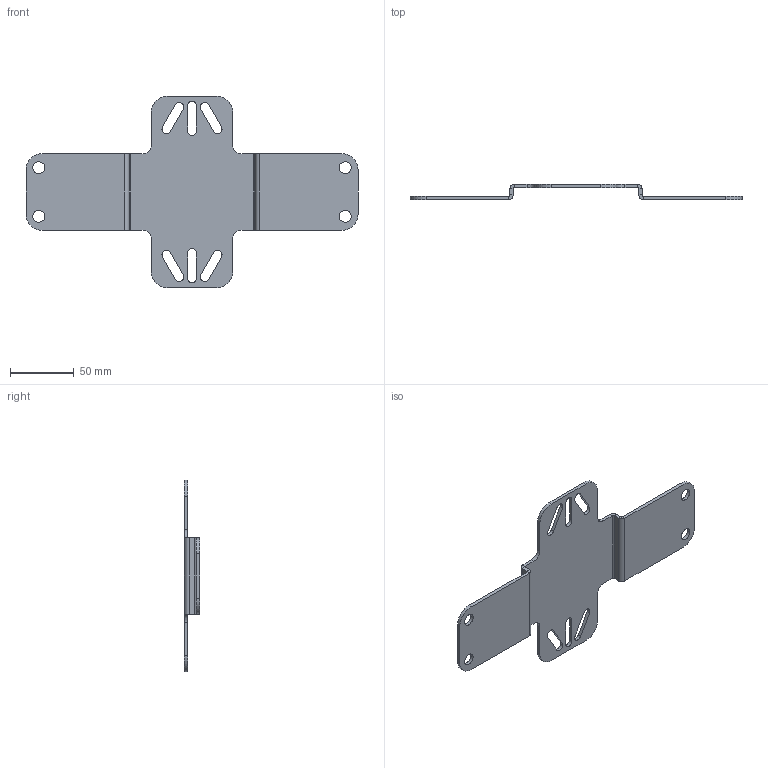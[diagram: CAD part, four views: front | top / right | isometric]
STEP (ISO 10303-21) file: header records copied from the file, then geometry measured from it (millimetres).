
FILE_DESCRIPTION((''),'2;1');
FILE_NAME('193933_ASM','2016-03-07T',('pdmadmin'),(''),'PRO/ENGINEER BY PARAMETRIC TECHNOLOGY CORPORATION, 2013230','PRO/ENGINEER BY PARAMETRIC TECHNOLOGY CORPORATION, 2013230','');
FILE_SCHEMA(('CONFIG_CONTROL_DESIGN'));
Length unit declared in the file: millimetre
Products named in the file (2): 142294; 193933_ASM
Assembly tree (1 placements, depth 2):
  193933_ASM
    142294
Bounding box: 260 x 12 x 150 mm (x, y, z)
Volume: 54848.7 mm3; surface area: 44720.4 mm2
Topology: 1 solids, 1 shells, 250 faces, 685 edges, 446 vertices
Faces by surface type: plane 210, cylinder 40
Entity records: 7900 total; most frequent: CARTESIAN_POINT 1384, ORIENTED_EDGE 1370, DIRECTION 1271, EDGE_CURVE 685, VECTOR 605, LINE 605, VERTEX_POINT 446, AXIS2_PLACEMENT_3D 333
